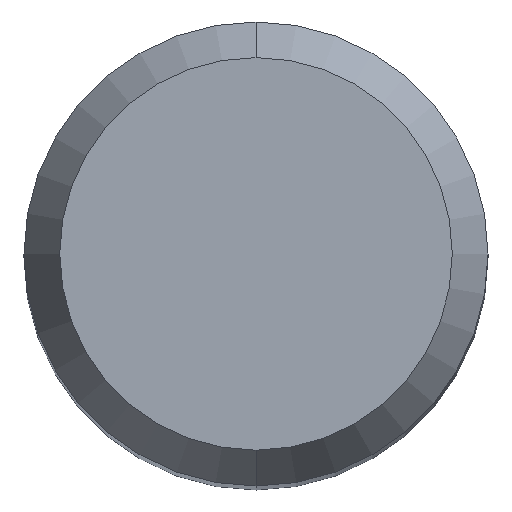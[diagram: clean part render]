
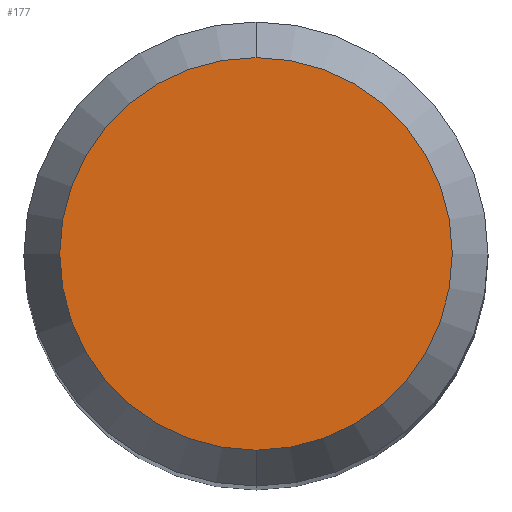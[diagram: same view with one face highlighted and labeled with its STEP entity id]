
A CAD part, top view. The second image highlights one B-rep face of the part: STEP entity #177.
In plain terms, the highlighted planar face has unit normal (0, 0, 1).
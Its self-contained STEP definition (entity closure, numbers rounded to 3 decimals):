
#165=VERTEX_POINT('',#441);
#177=ADVANCED_FACE('',(#454),#455,.T.);
#233=EDGE_CURVE('',#165,#247,#516,.T.);
#247=VERTEX_POINT('',#533);
#409=EDGE_CURVE('',#247,#165,#710,.T.);
#441=CARTESIAN_POINT('',(0.,-2.538,29.394));
#454=FACE_OUTER_BOUND('',#761,.T.);
#455=PLANE('',#762);
#516=CIRCLE('',#853,2.538);
#533=CARTESIAN_POINT('',(0.0,2.538,29.394));
#710=CIRCLE('',#1319,2.538);
#761=EDGE_LOOP('',(#1357,#1358));
#762=AXIS2_PLACEMENT_3D('',#1359,#1360,#1361);
#853=AXIS2_PLACEMENT_3D('',#1431,#1432,#1433);
#1319=AXIS2_PLACEMENT_3D('',#1646,#1647,#1648);
#1357=ORIENTED_EDGE('',*,*,#409,.F.);
#1358=ORIENTED_EDGE('',*,*,#233,.F.);
#1359=CARTESIAN_POINT('',(0.0,1.269,29.394));
#1360=DIRECTION('',(-0.0,0.0,1.0));
#1361=DIRECTION('',(0.0,-1.0,0.0));
#1431=CARTESIAN_POINT('',(0.0,0.0,29.394));
#1432=DIRECTION('',(0.0,0.0,-1.0));
#1433=DIRECTION('',(0.0,1.0,0.0));
#1646=CARTESIAN_POINT('',(0.0,0.0,29.394));
#1647=DIRECTION('',(0.0,0.0,-1.0));
#1648=DIRECTION('',(0.0,1.0,0.0));
